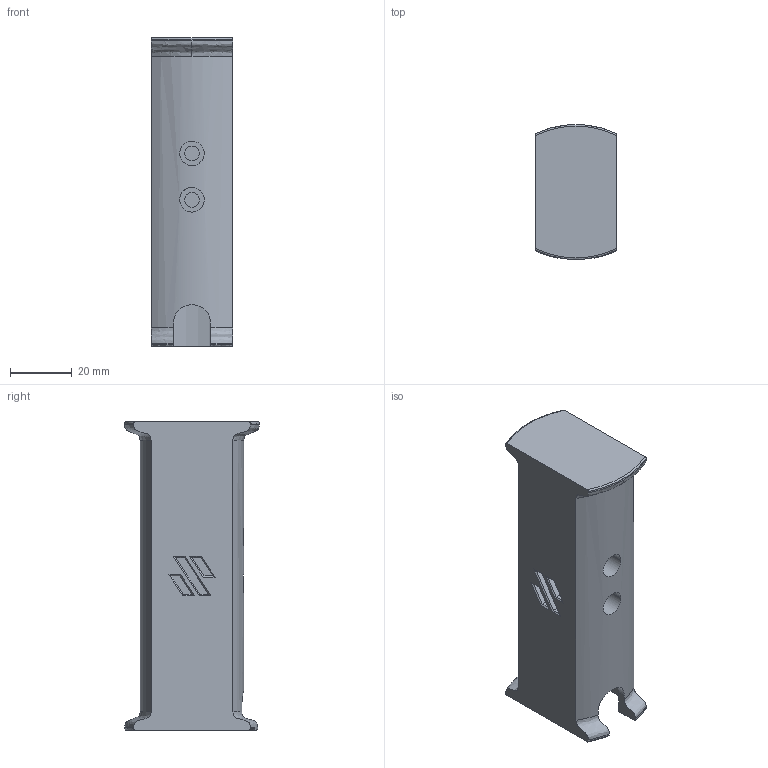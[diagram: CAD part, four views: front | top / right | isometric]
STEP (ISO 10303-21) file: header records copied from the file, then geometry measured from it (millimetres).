
FILE_DESCRIPTION (( 'STEP AP214' ), '1' );
FILE_NAME ('Spool Holder.STEP', '2018-11-30T09:31:32', ( '' ), ( '' ), 'SwSTEP 2.0', 'SolidWorks 2018', '' );
FILE_SCHEMA (( 'AUTOMOTIVE_DESIGN' ));
Length unit declared in the file: millimetre
Products named in the file (1): Spool Holder
Bounding box: 26.5 x 43.66 x 100 mm (x, y, z)
Volume: 51459.1 mm3; surface area: 19184.6 mm2
Topology: 1 solids, 1 shells, 75 faces, 189 edges, 122 vertices
Faces by surface type: plane 43, cylinder 19, bspline 8, torus 5
Entity records: 2884 total; most frequent: CARTESIAN_POINT 1093, ORIENTED_EDGE 378, DIRECTION 337, EDGE_CURVE 189, VERTEX_POINT 122, LINE 115, VECTOR 115, AXIS2_PLACEMENT_3D 111
